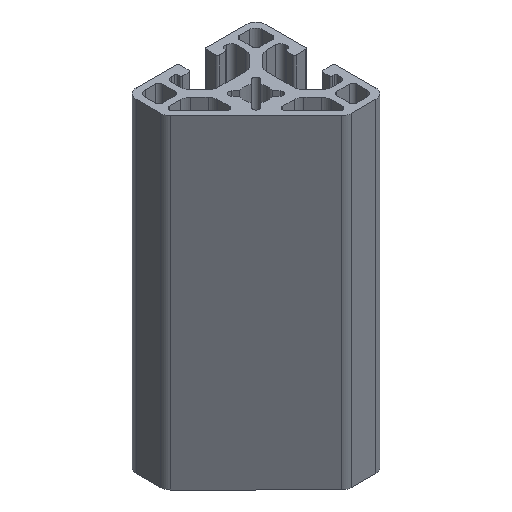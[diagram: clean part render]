
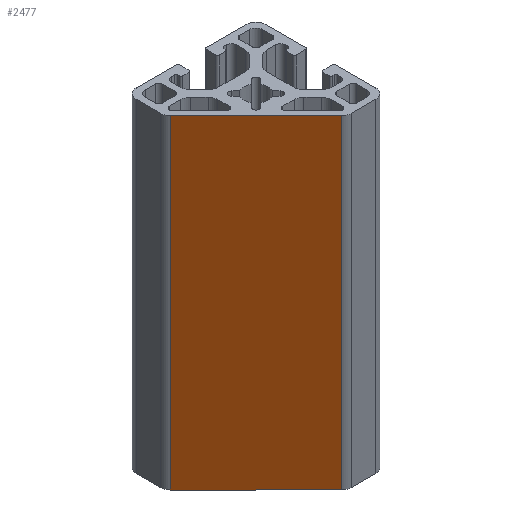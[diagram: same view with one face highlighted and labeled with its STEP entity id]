
A CAD part, isometric view. The second image highlights one B-rep face of the part: STEP entity #2477.
In plain terms, the highlighted planar face has unit normal (-0.707, -0.707, 0).
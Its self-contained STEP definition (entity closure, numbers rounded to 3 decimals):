
#83=PLANE('',#2725);
#204=FACE_OUTER_BOUND('',#340,.T.);
#340=EDGE_LOOP('',(#2262,#2263,#2264,#2265));
#386=LINE('',#3597,#630);
#450=LINE('',#3846,#694);
#549=LINE('',#4106,#793);
#552=LINE('',#4111,#796);
#630=VECTOR('',#2841,37.367);
#694=VECTOR('',#3035,37.367);
#793=VECTOR('',#3314,100.);
#796=VECTOR('',#3321,100.);
#1011=VERTEX_POINT('',#3594);
#1012=VERTEX_POINT('',#3596);
#1131=VERTEX_POINT('',#3843);
#1132=VERTEX_POINT('',#3845);
#1263=EDGE_CURVE('',#1011,#1012,#386,.T.);
#1389=EDGE_CURVE('',#1131,#1132,#450,.T.);
#1525=EDGE_CURVE('',#1132,#1011,#549,.T.);
#1528=EDGE_CURVE('',#1012,#1131,#552,.T.);
#2262=ORIENTED_EDGE('',*,*,#1525,.F.);
#2263=ORIENTED_EDGE('',*,*,#1389,.F.);
#2264=ORIENTED_EDGE('',*,*,#1528,.F.);
#2265=ORIENTED_EDGE('',*,*,#1263,.F.);
#2477=ADVANCED_FACE('',(#204),#83,.F.);
#2725=AXIS2_PLACEMENT_3D('',#4194,#3449,#3450);
#2841=DIRECTION('',(-0.707,0.707,0.));
#3035=DIRECTION('',(0.707,-0.707,0.));
#3314=DIRECTION('',(0.,0.,-1.));
#3321=DIRECTION('',(0.,0.,1.));
#3449=DIRECTION('center_axis',(0.707,0.707,0.));
#3450=DIRECTION('ref_axis',(0.707,-0.707,0.));
#3594=CARTESIAN_POINT('',(7.301,-19.121,0.));
#3596=CARTESIAN_POINT('',(-19.121,7.301,0.));
#3597=CARTESIAN_POINT('',(-12.955,1.135,0.));
#3843=CARTESIAN_POINT('',(-19.121,7.301,100.));
#3845=CARTESIAN_POINT('',(7.301,-19.121,100.));
#3846=CARTESIAN_POINT('',(-12.955,1.135,100.));
#4106=CARTESIAN_POINT('',(7.301,-19.121,0.));
#4111=CARTESIAN_POINT('',(-19.121,7.301,0.));
#4194=CARTESIAN_POINT('Origin',(-20.,8.18,0.));
